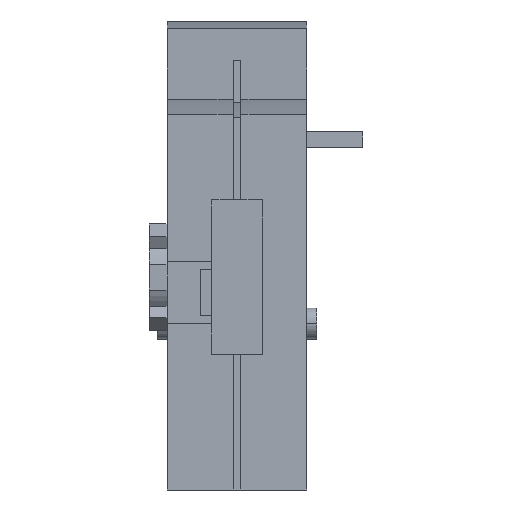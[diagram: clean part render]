
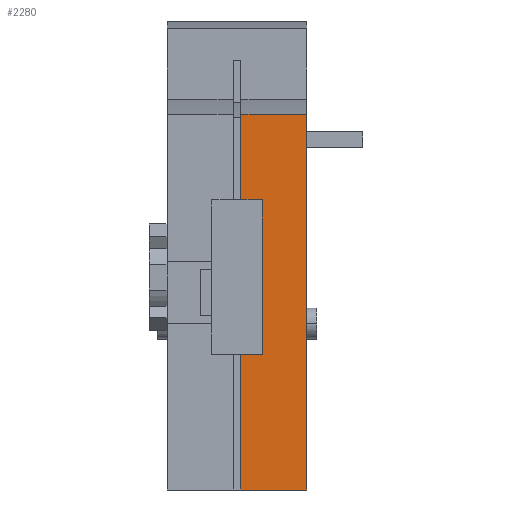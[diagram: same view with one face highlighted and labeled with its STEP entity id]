
A CAD part, front view. The second image highlights one B-rep face of the part: STEP entity #2280.
In plain terms, the highlighted planar face has unit normal (0, -1, 0).
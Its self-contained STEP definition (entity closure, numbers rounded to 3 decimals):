
#2280=ADVANCED_FACE('',(#6129),#6130,.T.);
#4576=VERTEX_POINT('',#8535);
#4578=VERTEX_POINT('',#8537);
#4580=EDGE_CURVE('',#4576,#4578,#8539,.T.);
#4582=VERTEX_POINT('',#8541);
#4584=EDGE_CURVE('',#4582,#4576,#8543,.T.);
#4586=VERTEX_POINT('',#8545);
#4588=EDGE_CURVE('',#4586,#4582,#8547,.T.);
#4590=VERTEX_POINT('',#8549);
#4592=EDGE_CURVE('',#4586,#4590,#8551,.T.);
#4594=VERTEX_POINT('',#8553);
#4596=EDGE_CURVE('',#4590,#4594,#8555,.T.);
#4598=VERTEX_POINT('',#8557);
#4600=EDGE_CURVE('',#4598,#4594,#8559,.F.);
#4602=VERTEX_POINT('',#8561);
#4604=EDGE_CURVE('',#4602,#4598,#8563,.F.);
#4606=EDGE_CURVE('',#4602,#4578,#8565,.T.);
#6129=FACE_OUTER_BOUND('',#10082,.T.);
#6130=PLANE('',#10083);
#8535=CARTESIAN_POINT('',(14.6,0.0,37.5));
#8537=CARTESIAN_POINT('',(11.85,0.0,37.5));
#8539=LINE('',#14178,#14179);
#8541=CARTESIAN_POINT('',(14.6,0.0,17.5));
#8543=LINE('',#14184,#14185);
#8545=CARTESIAN_POINT('',(11.85,0.0,17.5));
#8547=LINE('',#14190,#14191);
#8549=CARTESIAN_POINT('',(11.85,0.0,0.0));
#8551=LINE('',#14196,#14197);
#8553=CARTESIAN_POINT('',(20.35,0.0,0.0));
#8555=LINE('',#14202,#14203);
#8557=CARTESIAN_POINT('',(20.35,0.0,48.554));
#8559=LINE('',#14208,#14209);
#8561=CARTESIAN_POINT('',(11.85,0.0,48.554));
#8563=LINE('',#14214,#14215);
#8565=LINE('',#14218,#14219);
#10082=EDGE_LOOP('',(#17846,#17847,#17848,#17849,#17850,#17851,#17852,#17853));
#10083=AXIS2_PLACEMENT_3D('',#17854,#17855,#17856);
#14178=CARTESIAN_POINT('',(8.475,0.0,37.5));
#14179=VECTOR('',#19606,1.0);
#14184=CARTESIAN_POINT('',(14.6,0.0,33.027));
#14185=VECTOR('',#19607,1.0);
#14190=CARTESIAN_POINT('',(5.225,0.0,17.5));
#14191=VECTOR('',#19608,1.0);
#14196=CARTESIAN_POINT('',(11.85,0.0,24.277));
#14197=VECTOR('',#19609,1.0);
#14202=CARTESIAN_POINT('',(2.35,0.0,0.0));
#14203=VECTOR('',#19610,1.0);
#14208=CARTESIAN_POINT('',(20.35,0.0,24.277));
#14209=VECTOR('',#19611,1.0);
#14214=CARTESIAN_POINT('',(2.35,0.0,48.554));
#14215=VECTOR('',#19612,1.0);
#14218=CARTESIAN_POINT('',(11.85,0.0,24.277));
#14219=VECTOR('',#19613,1.0);
#17846=ORIENTED_EDGE('',*,*,#4580,.F.);
#17847=ORIENTED_EDGE('',*,*,#4584,.F.);
#17848=ORIENTED_EDGE('',*,*,#4588,.F.);
#17849=ORIENTED_EDGE('',*,*,#4592,.T.);
#17850=ORIENTED_EDGE('',*,*,#4596,.T.);
#17851=ORIENTED_EDGE('',*,*,#4600,.F.);
#17852=ORIENTED_EDGE('',*,*,#4604,.F.);
#17853=ORIENTED_EDGE('',*,*,#4606,.T.);
#17854=CARTESIAN_POINT('',(2.35,0.0,48.554));
#17855=DIRECTION('',(0.0,-1.0,0.0));
#17856=DIRECTION('',(0.0,0.0,1.0));
#19606=DIRECTION('',(-1.0,0.0,0.0));
#19607=DIRECTION('',(0.0,0.0,1.0));
#19608=DIRECTION('',(1.0,0.0,0.0));
#19609=DIRECTION('',(0.0,0.0,-1.0));
#19610=DIRECTION('',(1.0,0.0,0.0));
#19611=DIRECTION('',(0.0,0.0,1.0));
#19612=DIRECTION('',(-1.0,0.0,0.0));
#19613=DIRECTION('',(0.0,0.0,-1.0));
